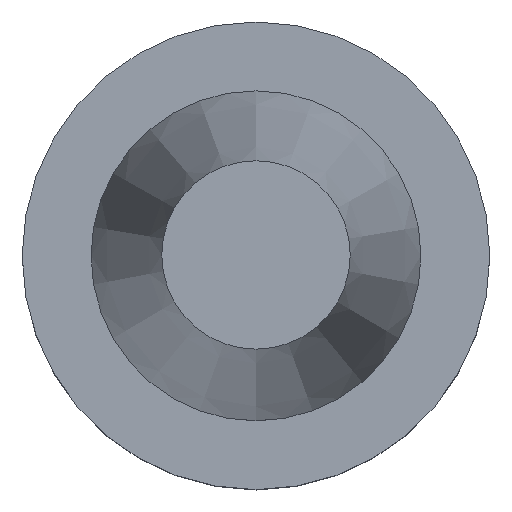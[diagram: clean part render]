
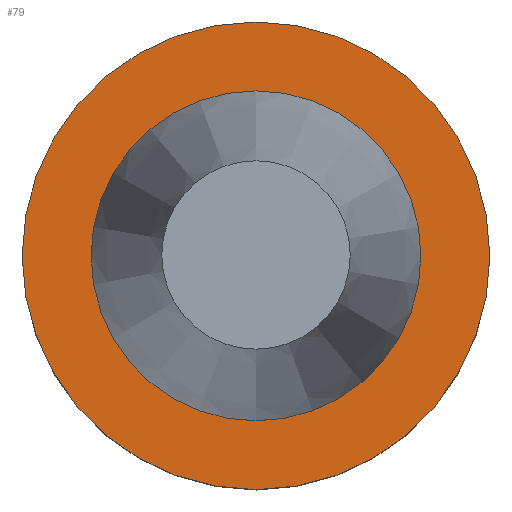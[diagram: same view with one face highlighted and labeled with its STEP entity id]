
A CAD part, top view. The second image highlights one B-rep face of the part: STEP entity #79.
In plain terms, the highlighted planar face has unit normal (0, 0, 1).
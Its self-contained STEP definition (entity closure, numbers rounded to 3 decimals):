
#79=ADVANCED_FACE('',(#99,#100),#101,.T.);
#99=FACE_OUTER_BOUND('',#136,.T.);
#100=FACE_BOUND('',#137,.T.);
#101=PLANE('',#138);
#136=EDGE_LOOP('',(#181));
#137=EDGE_LOOP('',(#182));
#138=AXIS2_PLACEMENT_3D('',#183,#184,#185);
#181=ORIENTED_EDGE('',*,*,#230,.F.);
#182=ORIENTED_EDGE('',*,*,#229,.T.);
#183=CARTESIAN_POINT('',(0.,26.863,-1.));
#184=DIRECTION('',(0.,0.,1.0));
#185=DIRECTION('',(0.,-1.0,0.));
#229=EDGE_CURVE('',#244,#244,#245,.T.);
#230=EDGE_CURVE('',#246,#246,#247,.T.);
#244=VERTEX_POINT('',#268);
#245=CIRCLE('',#269,22.225);
#246=VERTEX_POINT('',#270);
#247=CIRCLE('',#271,31.5);
#268=CARTESIAN_POINT('',(0.,22.225,-1.));
#269=AXIS2_PLACEMENT_3D('',#295,#296,#297);
#270=CARTESIAN_POINT('',(0.,31.5,-1.));
#271=AXIS2_PLACEMENT_3D('',#298,#299,#300);
#295=CARTESIAN_POINT('',(0.,0.,-1.0));
#296=DIRECTION('',(0.,0.,-1.0));
#297=DIRECTION('',(0.,1.0,0.));
#298=CARTESIAN_POINT('',(0.,0.,-1.0));
#299=DIRECTION('',(0.,0.,-1.0));
#300=DIRECTION('',(0.,1.0,0.));
